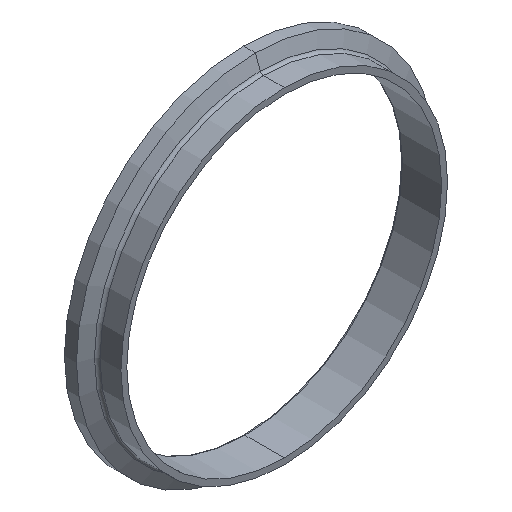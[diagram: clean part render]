
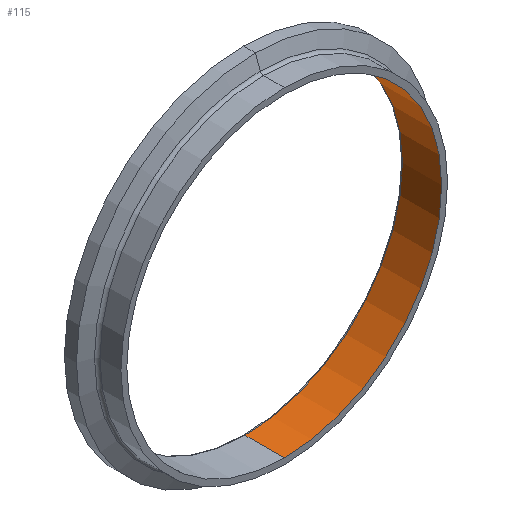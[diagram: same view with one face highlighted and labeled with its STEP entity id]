
A CAD part, isometric view. The second image highlights one B-rep face of the part: STEP entity #115.
In plain terms, the highlighted cylindrical face has radius 73.43 mm (diameter 146.86 mm), a partial arc.
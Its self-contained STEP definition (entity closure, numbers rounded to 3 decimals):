
#5 = VECTOR ( 'NONE', #98, 1000. ) ;
#15 = CARTESIAN_POINT ( 'NONE',  ( 53.117, 1.255, 0. ) ) ;
#42 = AXIS2_PLACEMENT_3D ( 'NONE', #262, #90, #529 ) ;
#46 = VERTEX_POINT ( 'NONE', #619 ) ;
#53 = VERTEX_POINT ( 'NONE', #199 ) ;
#75 = DIRECTION ( 'NONE',  ( 0., 0., -1. ) ) ;
#88 = DIRECTION ( 'NONE',  ( 0., -1., 0. ) ) ;
#90 = DIRECTION ( 'NONE',  ( 0., -1., 0. ) ) ;
#91 = LINE ( 'NONE', #525, #389 ) ;
#98 = DIRECTION ( 'NONE',  ( 0., -1., 0. ) ) ;
#99 = ORIENTED_EDGE ( 'NONE', *, *, #173, .F. ) ;
#109 = ORIENTED_EDGE ( 'NONE', *, *, #307, .T. ) ;
#115 = ADVANCED_FACE ( 'NONE', ( #680 ), #349, .F. ) ;
#132 = CARTESIAN_POINT ( 'NONE',  ( 53.117, -17.845, -73.43 ) ) ;
#158 = AXIS2_PLACEMENT_3D ( 'NONE', #370, #88, #469 ) ;
#166 = ORIENTED_EDGE ( 'NONE', *, *, #298, .T. ) ;
#167 = LINE ( 'NONE', #265, #5 ) ;
#173 = EDGE_CURVE ( 'NONE', #53, #388, #312, .T. ) ;
#199 = CARTESIAN_POINT ( 'NONE',  ( 53.117, 0.465, -73.43 ) ) ;
#202 = ORIENTED_EDGE ( 'NONE', *, *, #400, .F. ) ;
#261 = DIRECTION ( 'NONE',  ( 0., -1., 0. ) ) ;
#262 = CARTESIAN_POINT ( 'NONE',  ( 53.117, 0.465, 0. ) ) ;
#265 = CARTESIAN_POINT ( 'NONE',  ( 53.117, 1.255, 73.43 ) ) ;
#279 = CARTESIAN_POINT ( 'NONE',  ( 53.117, 0.465, 73.43 ) ) ;
#298 = EDGE_CURVE ( 'NONE', #53, #535, #91, .T. ) ;
#307 = EDGE_CURVE ( 'NONE', #535, #46, #431, .T. ) ;
#312 = CIRCLE ( 'NONE', #42, 73.43 ) ;
#349 = CYLINDRICAL_SURFACE ( 'NONE', #595, 73.43 ) ;
#370 = CARTESIAN_POINT ( 'NONE',  ( 53.117, -17.845, 0. ) ) ;
#388 = VERTEX_POINT ( 'NONE', #279 ) ;
#389 = VECTOR ( 'NONE', #261, 1000. ) ;
#400 = EDGE_CURVE ( 'NONE', #388, #46, #167, .T. ) ;
#406 = DIRECTION ( 'NONE',  ( 0., -1., 0. ) ) ;
#431 = CIRCLE ( 'NONE', #158, 73.43 ) ;
#469 = DIRECTION ( 'NONE',  ( 0., 0., -1. ) ) ;
#525 = CARTESIAN_POINT ( 'NONE',  ( 53.117, 1.255, -73.43 ) ) ;
#529 = DIRECTION ( 'NONE',  ( 0., 0., -1. ) ) ;
#535 = VERTEX_POINT ( 'NONE', #132 ) ;
#585 = EDGE_LOOP ( 'NONE', ( #202, #99, #166, #109 ) ) ;
#595 = AXIS2_PLACEMENT_3D ( 'NONE', #15, #406, #75 ) ;
#619 = CARTESIAN_POINT ( 'NONE',  ( 53.117, -17.845, 73.43 ) ) ;
#680 = FACE_OUTER_BOUND ( 'NONE', #585, .T. ) ;
